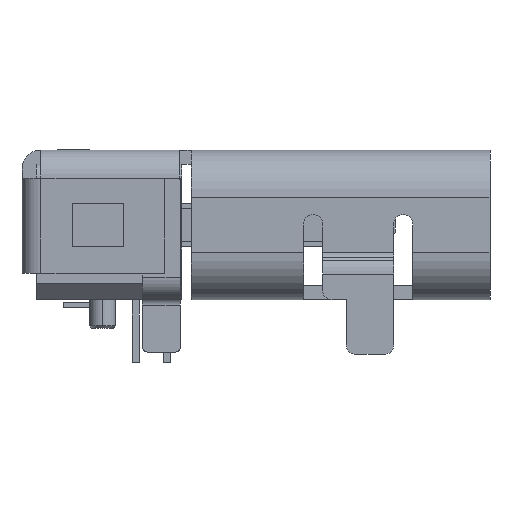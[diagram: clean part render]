
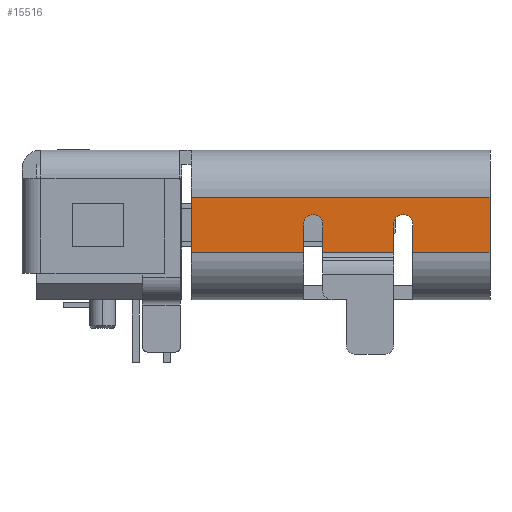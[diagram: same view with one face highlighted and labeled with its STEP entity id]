
A CAD part, left-side view. The second image highlights one B-rep face of the part: STEP entity #15516.
In plain terms, the highlighted planar face has unit normal (-1, 0, 0).
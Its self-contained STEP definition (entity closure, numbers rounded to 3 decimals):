
#26 = DIRECTION ( 'NONE',  ( 1., 0., 0. ) ) ;
#75 = VECTOR ( 'NONE', #18932, 1000. ) ;
#130 = ORIENTED_EDGE ( 'NONE', *, *, #4850, .T. ) ;
#586 = CARTESIAN_POINT ( 'NONE',  ( -4.47, -3.17, 0.02 ) ) ;
#601 = LINE ( 'NONE', #9438, #6992 ) ;
#783 = EDGE_CURVE ( 'NONE', #8811, #14638, #22161, .T. ) ;
#897 = VECTOR ( 'NONE', #14140, 1000. ) ;
#920 = ORIENTED_EDGE ( 'NONE', *, *, #28711, .T. ) ;
#1455 = CARTESIAN_POINT ( 'NONE',  ( -4.47, -5., 0.58 ) ) ;
#1773 = LINE ( 'NONE', #25372, #897 ) ;
#1848 = EDGE_CURVE ( 'NONE', #5432, #14638, #601, .T. ) ;
#2159 = EDGE_CURVE ( 'NONE', #12355, #5119, #6783, .T. ) ;
#2396 = ORIENTED_EDGE ( 'NONE', *, *, #21659, .T. ) ;
#2477 = DIRECTION ( 'NONE',  ( 0., 0., -1. ) ) ;
#2590 = EDGE_LOOP ( 'NONE', ( #23346, #14215, #920, #8495, #11990, #2396, #24012, #13349, #25442, #130, #19075, #9547, #4023, #26130 ) ) ;
#2726 = DIRECTION ( 'NONE',  ( 0., 0., -1. ) ) ;
#2765 = VECTOR ( 'NONE', #8528, 1000. ) ;
#3192 = CARTESIAN_POINT ( 'NONE',  ( -4.47, -1.47, -0.572 ) ) ;
#3701 = VECTOR ( 'NONE', #25562, 1000. ) ;
#3748 = LINE ( 'NONE', #10435, #3701 ) ;
#4023 = ORIENTED_EDGE ( 'NONE', *, *, #20158, .T. ) ;
#4294 = CARTESIAN_POINT ( 'NONE',  ( -4.47, -1.97, -0.572 ) ) ;
#4697 = LINE ( 'NONE', #13556, #16098 ) ;
#4701 = DIRECTION ( 'NONE',  ( 0., 0., -1. ) ) ;
#4839 = DIRECTION ( 'NONE',  ( 0., -1., 0. ) ) ;
#4850 = EDGE_CURVE ( 'NONE', #12257, #16800, #22139, .T. ) ;
#4871 = CARTESIAN_POINT ( 'NONE',  ( -4.47, 1.3, 0.58 ) ) ;
#5119 = VERTEX_POINT ( 'NONE', #4871 ) ;
#5363 = CARTESIAN_POINT ( 'NONE',  ( -4.47, -1.27, 0.22 ) ) ;
#5432 = VERTEX_POINT ( 'NONE', #14833 ) ;
#6141 = LINE ( 'NONE', #17336, #75 ) ;
#6248 = AXIS2_PLACEMENT_3D ( 'NONE', #14188, #18433, #2726 ) ;
#6354 = AXIS2_PLACEMENT_3D ( 'NONE', #586, #18297, #22802 ) ;
#6487 = CARTESIAN_POINT ( 'NONE',  ( -4.47, -2.97, -0.572 ) ) ;
#6627 = EDGE_CURVE ( 'NONE', #12355, #21460, #22081, .T. ) ;
#6783 = LINE ( 'NONE', #15655, #11197 ) ;
#6809 = CARTESIAN_POINT ( 'NONE',  ( -4.47, 1.5, -0.58 ) ) ;
#6873 = CARTESIAN_POINT ( 'NONE',  ( -4.47, -1.27, 0.02 ) ) ;
#6992 = VECTOR ( 'NONE', #2477, 1000. ) ;
#8495 = ORIENTED_EDGE ( 'NONE', *, *, #25902, .T. ) ;
#8528 = DIRECTION ( 'NONE',  ( 0., 0., -1. ) ) ;
#8811 = VERTEX_POINT ( 'NONE', #3192 ) ;
#9438 = CARTESIAN_POINT ( 'NONE',  ( -4.47, -2.97, 0.22 ) ) ;
#9547 = ORIENTED_EDGE ( 'NONE', *, *, #22588, .T. ) ;
#9578 = CARTESIAN_POINT ( 'NONE',  ( -4.47, -1.07, -0.58 ) ) ;
#9723 = CARTESIAN_POINT ( 'NONE',  ( -4.47, -3.17, 0.22 ) ) ;
#10403 = AXIS2_PLACEMENT_3D ( 'NONE', #19830, #13553, #13829 ) ;
#10435 = CARTESIAN_POINT ( 'NONE',  ( -4.47, -1.47, 0.22 ) ) ;
#10692 = VECTOR ( 'NONE', #15839, 1000. ) ;
#10863 = CARTESIAN_POINT ( 'NONE',  ( -4.47, -3.37, 0.22 ) ) ;
#11197 = VECTOR ( 'NONE', #24525, 1000. ) ;
#11338 = LINE ( 'NONE', #9578, #20758 ) ;
#11346 = CIRCLE ( 'NONE', #6248, 0.2 ) ;
#11990 = ORIENTED_EDGE ( 'NONE', *, *, #26733, .T. ) ;
#12257 = VERTEX_POINT ( 'NONE', #9723 ) ;
#12355 = VERTEX_POINT ( 'NONE', #28094 ) ;
#12625 = CARTESIAN_POINT ( 'NONE',  ( -4.47, -3.37, -0.58 ) ) ;
#12653 = AXIS2_PLACEMENT_3D ( 'NONE', #15249, #26, #17728 ) ;
#12871 = LINE ( 'NONE', #10863, #2765 ) ;
#13347 = DIRECTION ( 'NONE',  ( 0., 0., 1. ) ) ;
#13349 = ORIENTED_EDGE ( 'NONE', *, *, #1848, .F. ) ;
#13553 = DIRECTION ( 'NONE',  ( 1., 0., 0. ) ) ;
#13556 = CARTESIAN_POINT ( 'NONE',  ( -4.47, 1.5, 0.58 ) ) ;
#13829 = DIRECTION ( 'NONE',  ( 0., 0., -1. ) ) ;
#14123 = DIRECTION ( 'NONE',  ( 1., 0., 0. ) ) ;
#14140 = DIRECTION ( 'NONE',  ( 0., 0., 1. ) ) ;
#14188 = CARTESIAN_POINT ( 'NONE',  ( -4.47, -3.17, 0.02 ) ) ;
#14215 = ORIENTED_EDGE ( 'NONE', *, *, #6627, .T. ) ;
#14453 = VERTEX_POINT ( 'NONE', #1455 ) ;
#14638 = VERTEX_POINT ( 'NONE', #6487 ) ;
#14833 = CARTESIAN_POINT ( 'NONE',  ( -4.47, -2.97, 0.02 ) ) ;
#15249 = CARTESIAN_POINT ( 'NONE',  ( -4.47, 1.5, 0.58 ) ) ;
#15516 = ADVANCED_FACE ( 'NONE', ( #22375 ), #19779, .F. ) ;
#15655 = CARTESIAN_POINT ( 'NONE',  ( -4.47, 1.3, -0.58 ) ) ;
#15839 = DIRECTION ( 'NONE',  ( 0., -1., 0. ) ) ;
#16098 = VECTOR ( 'NONE', #4839, 1000. ) ;
#16546 = VERTEX_POINT ( 'NONE', #24689 ) ;
#16800 = VERTEX_POINT ( 'NONE', #25626 ) ;
#16891 = CIRCLE ( 'NONE', #26194, 0.2 ) ;
#17336 = CARTESIAN_POINT ( 'NONE',  ( -4.47, 1.5, -0.58 ) ) ;
#17365 = CARTESIAN_POINT ( 'NONE',  ( -4.47, -5., -0.58 ) ) ;
#17728 = DIRECTION ( 'NONE',  ( 0., 0., -1. ) ) ;
#18068 = CARTESIAN_POINT ( 'NONE',  ( -4.47, -1.47, 0.02 ) ) ;
#18297 = DIRECTION ( 'NONE',  ( 1., 0., 0. ) ) ;
#18433 = DIRECTION ( 'NONE',  ( 1., 0., 0. ) ) ;
#18878 = EDGE_CURVE ( 'NONE', #5119, #14453, #4697, .T. ) ;
#18932 = DIRECTION ( 'NONE',  ( 0., -1., 0. ) ) ;
#19075 = ORIENTED_EDGE ( 'NONE', *, *, #21843, .T. ) ;
#19779 = PLANE ( 'NONE',  #12653 ) ;
#19830 = CARTESIAN_POINT ( 'NONE',  ( -4.47, -1.27, 0.02 ) ) ;
#20158 = EDGE_CURVE ( 'NONE', #26601, #14453, #1773, .T. ) ;
#20467 = VERTEX_POINT ( 'NONE', #12625 ) ;
#20758 = VECTOR ( 'NONE', #13347, 1000. ) ;
#21460 = VERTEX_POINT ( 'NONE', #28682 ) ;
#21659 = EDGE_CURVE ( 'NONE', #22422, #8811, #3748, .T. ) ;
#21843 = EDGE_CURVE ( 'NONE', #16800, #20467, #12871, .T. ) ;
#22081 = LINE ( 'NONE', #6809, #10692 ) ;
#22139 = CIRCLE ( 'NONE', #6354, 0.2 ) ;
#22161 = LINE ( 'NONE', #4294, #25507 ) ;
#22375 = FACE_OUTER_BOUND ( 'NONE', #2590, .T. ) ;
#22422 = VERTEX_POINT ( 'NONE', #18068 ) ;
#22588 = EDGE_CURVE ( 'NONE', #20467, #26601, #6141, .T. ) ;
#22802 = DIRECTION ( 'NONE',  ( 0., 0., -1. ) ) ;
#23346 = ORIENTED_EDGE ( 'NONE', *, *, #2159, .F. ) ;
#24012 = ORIENTED_EDGE ( 'NONE', *, *, #783, .T. ) ;
#24525 = DIRECTION ( 'NONE',  ( 0., 0., 1. ) ) ;
#24689 = CARTESIAN_POINT ( 'NONE',  ( -4.47, -1.07, 0.02 ) ) ;
#24786 = CIRCLE ( 'NONE', #10403, 0.2 ) ;
#25372 = CARTESIAN_POINT ( 'NONE',  ( -4.47, -5., 0.58 ) ) ;
#25442 = ORIENTED_EDGE ( 'NONE', *, *, #26219, .T. ) ;
#25507 = VECTOR ( 'NONE', #26415, 1000. ) ;
#25562 = DIRECTION ( 'NONE',  ( 0., 0., -1. ) ) ;
#25626 = CARTESIAN_POINT ( 'NONE',  ( -4.47, -3.37, 0.02 ) ) ;
#25902 = EDGE_CURVE ( 'NONE', #16546, #27869, #24786, .T. ) ;
#26130 = ORIENTED_EDGE ( 'NONE', *, *, #18878, .F. ) ;
#26194 = AXIS2_PLACEMENT_3D ( 'NONE', #6873, #14123, #4701 ) ;
#26219 = EDGE_CURVE ( 'NONE', #5432, #12257, #11346, .T. ) ;
#26415 = DIRECTION ( 'NONE',  ( 0., -1., 0. ) ) ;
#26601 = VERTEX_POINT ( 'NONE', #17365 ) ;
#26733 = EDGE_CURVE ( 'NONE', #27869, #22422, #16891, .T. ) ;
#27869 = VERTEX_POINT ( 'NONE', #5363 ) ;
#28094 = CARTESIAN_POINT ( 'NONE',  ( -4.47, 1.3, -0.58 ) ) ;
#28682 = CARTESIAN_POINT ( 'NONE',  ( -4.47, -1.07, -0.58 ) ) ;
#28711 = EDGE_CURVE ( 'NONE', #21460, #16546, #11338, .T. ) ;
